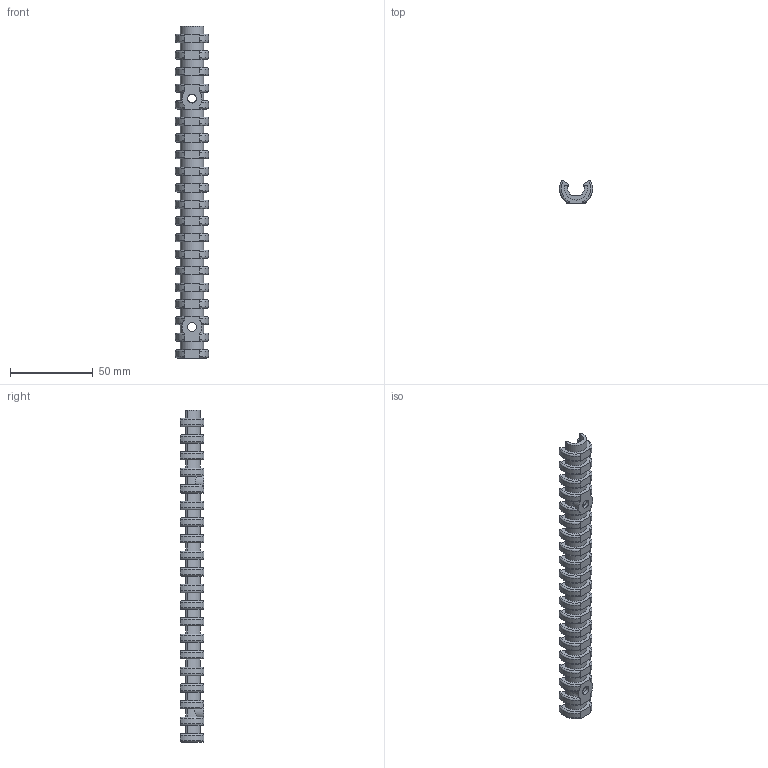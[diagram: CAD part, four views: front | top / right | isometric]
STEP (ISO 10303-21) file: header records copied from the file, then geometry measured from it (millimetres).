
FILE_DESCRIPTION(/* description */ (''),/* implementation_level */ '2;1');
FILE_NAME(/* name */ 'back_spine_400_short v1.step',/* time_stamp */ '2021-09-11T19:35:05+02:00',/* author */ (''),/* organization */ (''),/* preprocessor_version */ 'ST-DEVELOPER v18.1',/* originating_system */ 'Autodesk Translation Framework v10.10.0.1391',/* authorisation */ '');
FILE_SCHEMA (('AUTOMOTIVE_DESIGN { 1 0 10303 214 3 1 1 }'));
Length unit declared in the file: metre
Products named in the file (1): back_spine_400_short
Bounding box: 20 x 14 x 200 mm (x, y, z)
Volume: 19737.6 mm3; surface area: 15773.2 mm2
Topology: 1 solids, 1 shells, 428 faces, 1205 edges, 779 vertices
Faces by surface type: plane 190, cylinder 158, torus 80
Full cylindrical faces by diameter (mm): 5.3 x2, 10 x2
Entity records: 14710 total; most frequent: CARTESIAN_POINT 3285, DIRECTION 2528, ORIENTED_EDGE 2410, EDGE_CURVE 1205, AXIS2_PLACEMENT_3D 994, VERTEX_POINT 779, CIRCLE 549, LINE 540
